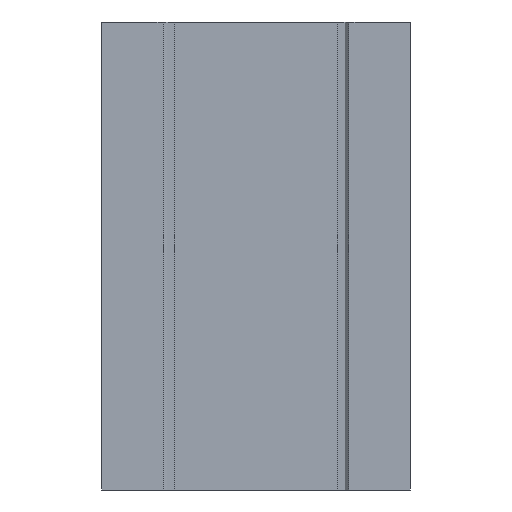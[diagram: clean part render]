
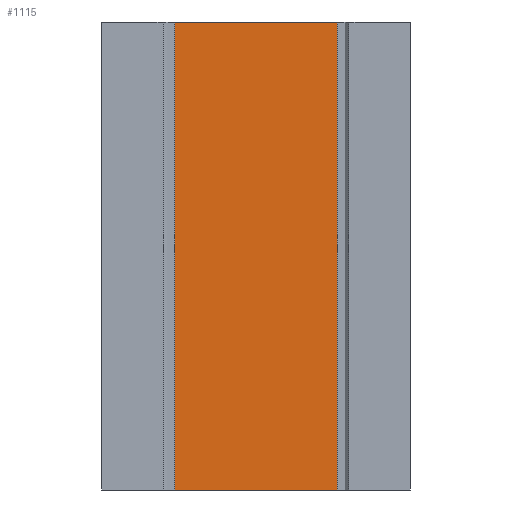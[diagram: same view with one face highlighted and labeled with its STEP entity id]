
A CAD part, front view. The second image highlights one B-rep face of the part: STEP entity #1115.
In plain terms, the highlighted planar face has unit normal (0, -1, 0).
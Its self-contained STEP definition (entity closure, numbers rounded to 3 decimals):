
#53 = CARTESIAN_POINT ( 'NONE',  ( -12., 10.3, 30.2 ) ) ;
#58 = ORIENTED_EDGE ( 'NONE', *, *, #1054, .T. ) ;
#134 = CARTESIAN_POINT ( 'NONE',  ( -12., 10.3, -30.2 ) ) ;
#151 = DIRECTION ( 'NONE',  ( 0., 1., 0. ) ) ;
#290 = VECTOR ( 'NONE', #1142, 1000. ) ;
#383 = FACE_OUTER_BOUND ( 'NONE', #1217, .T. ) ;
#582 = LINE ( 'NONE', #1108, #1425 ) ;
#586 = ORIENTED_EDGE ( 'NONE', *, *, #955, .F. ) ;
#599 = EDGE_CURVE ( 'NONE', #1575, #1143, #1304, .T. ) ;
#605 = VECTOR ( 'NONE', #1043, 1000. ) ;
#622 = CARTESIAN_POINT ( 'NONE',  ( -12., 10.3, 22.8 ) ) ;
#753 = LINE ( 'NONE', #622, #1702 ) ;
#764 = DIRECTION ( 'NONE',  ( 0., 0., 1. ) ) ;
#802 = CARTESIAN_POINT ( 'NONE',  ( 12., 10.3, 30.2 ) ) ;
#808 = AXIS2_PLACEMENT_3D ( 'NONE', #1588, #151, #764 ) ;
#929 = DIRECTION ( 'NONE',  ( 0., 0., -1. ) ) ;
#936 = EDGE_CURVE ( 'NONE', #1368, #1245, #1573, .T. ) ;
#955 = EDGE_CURVE ( 'NONE', #1245, #1575, #582, .T. ) ;
#1043 = DIRECTION ( 'NONE',  ( -1., 0., 0. ) ) ;
#1054 = EDGE_CURVE ( 'NONE', #1368, #1143, #753, .T. ) ;
#1108 = CARTESIAN_POINT ( 'NONE',  ( 12., 10.3, 22.8 ) ) ;
#1115 = ADVANCED_FACE ( 'NONE', ( #383 ), #1443, .F. ) ;
#1142 = DIRECTION ( 'NONE',  ( 1., 0., 0. ) ) ;
#1143 = VERTEX_POINT ( 'NONE', #134 ) ;
#1217 = EDGE_LOOP ( 'NONE', ( #58, #1415, #586, #1378 ) ) ;
#1245 = VERTEX_POINT ( 'NONE', #802 ) ;
#1304 = LINE ( 'NONE', #1444, #605 ) ;
#1368 = VERTEX_POINT ( 'NONE', #53 ) ;
#1378 = ORIENTED_EDGE ( 'NONE', *, *, #936, .F. ) ;
#1415 = ORIENTED_EDGE ( 'NONE', *, *, #599, .F. ) ;
#1425 = VECTOR ( 'NONE', #1640, 1000. ) ;
#1435 = CARTESIAN_POINT ( 'NONE',  ( 12., 10.3, -30.2 ) ) ;
#1443 = PLANE ( 'NONE',  #808 ) ;
#1444 = CARTESIAN_POINT ( 'NONE',  ( 12., 10.3, -30.2 ) ) ;
#1446 = CARTESIAN_POINT ( 'NONE',  ( -12., 10.3, 30.2 ) ) ;
#1573 = LINE ( 'NONE', #1446, #290 ) ;
#1575 = VERTEX_POINT ( 'NONE', #1435 ) ;
#1588 = CARTESIAN_POINT ( 'NONE',  ( 12., 10.3, 22.8 ) ) ;
#1640 = DIRECTION ( 'NONE',  ( 0., 0., -1. ) ) ;
#1702 = VECTOR ( 'NONE', #929, 1000. ) ;
